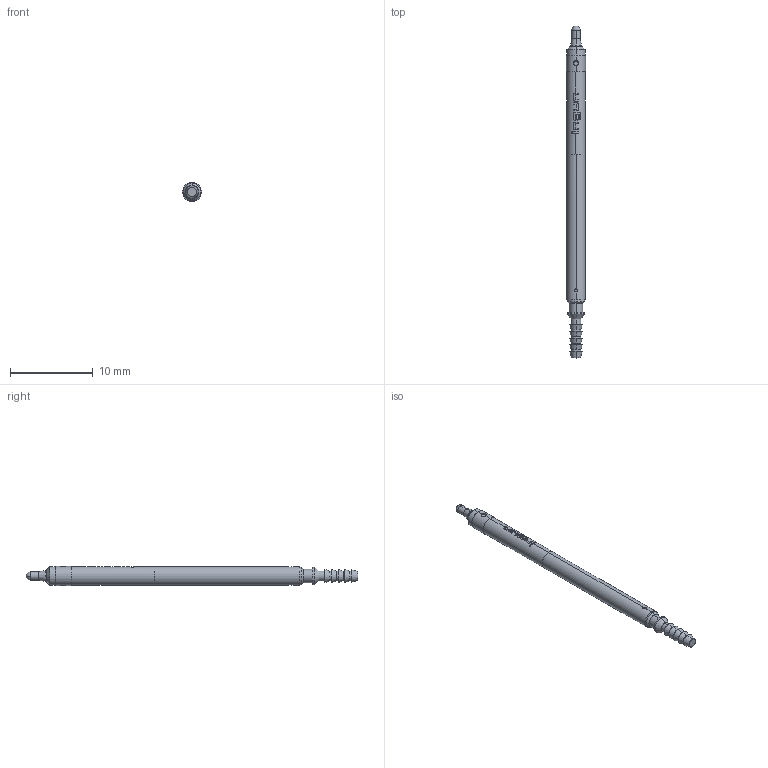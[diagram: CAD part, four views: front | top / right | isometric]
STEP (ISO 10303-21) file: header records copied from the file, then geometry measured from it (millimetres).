
FILE_DESCRIPTION (( 'STEP AP203' ), '1' );
FILE_NAME ('INGUN_PKS-220_205_100_A_xx02_A.STEP', '2022-03-03T11:01:23', ( 'ochi' ), ( '' ), 'SwSTEP 2.0', 'SolidWorks 2018', '' );
FILE_SCHEMA (( 'CONFIG_CONTROL_DESIGN' ));
Length unit declared in the file: millimetre
Products named in the file (1): INGUN_PKS-220_205_100_A_xx02_A
Bounding box: 2.3 x 40 x 2.3 mm (x, y, z)
Volume: 129 mm3; surface area: 261.6 mm2
Topology: 1 solids, 1 shells, 171 faces, 442 edges, 283 vertices
Faces by surface type: plane 56, cylinder 55, bspline 30, cone 20, torus 8, sphere 2
Entity records: 6800 total; most frequent: CARTESIAN_POINT 3070, ORIENTED_EDGE 880, DIRECTION 578, EDGE_CURVE 440, VERTEX_POINT 283, B_SPLINE_CURVE_WITH_KNOTS 254, AXIS2_PLACEMENT_3D 250, EDGE_LOOP 183
